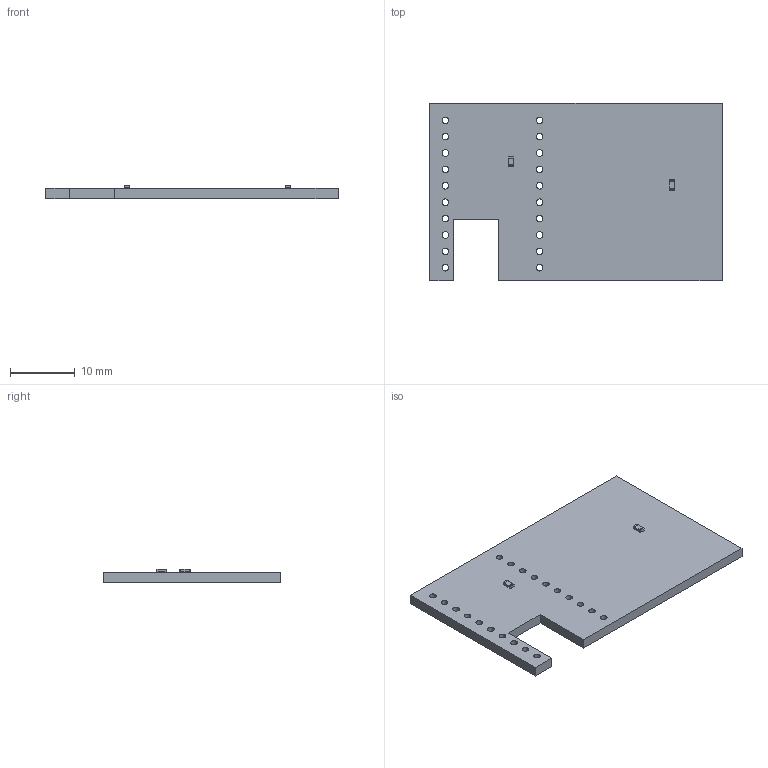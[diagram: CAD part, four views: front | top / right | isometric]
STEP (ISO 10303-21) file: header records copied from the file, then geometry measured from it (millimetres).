
FILE_DESCRIPTION(('KiCad electronic assembly'),'2;1');
FILE_NAME('ble_mvp_1A-rev2-ButtonDaughter.step','2020-06-09T10:41:57',( 'An Author'),('A Company'),'Open CASCADE STEP processor 6.9', 'KiCad to STEP converter','Unknown');
FILE_SCHEMA(('AUTOMOTIVE_DESIGN { 1 0 10303 214 1 1 1 1 }'));
Length unit declared in the file: millimetre
Products named in the file (4): Open CASCADE STEP translator 6.9 1; R_0603_1608Metric; SOLID; COMPOUND
Assembly tree (4 placements, depth 3):
  Open CASCADE STEP translator 6.9 1
    R_0603_1608Metric  x2
      SOLID
    COMPOUND
Bounding box: 45.3 x 27.5 x 2.1 mm (x, y, z)
Volume: 1861.2 mm3; surface area: 2700.6 mm2
Topology: 3 solids, 3 shells, 82 faces, 220 edges, 144 vertices
Faces by surface type: plane 46, cylinder 36
Full cylindrical faces by diameter (mm): 1.02 x20
Entity records: 4135 total; most frequent: CARTESIAN_POINT 665, DIRECTION 626, LINE 344, VECTOR 344, ORIENTED_EDGE 304, PCURVE 304, DEFINITIONAL_REPRESENTATION 304, EDGE_CURVE 152
